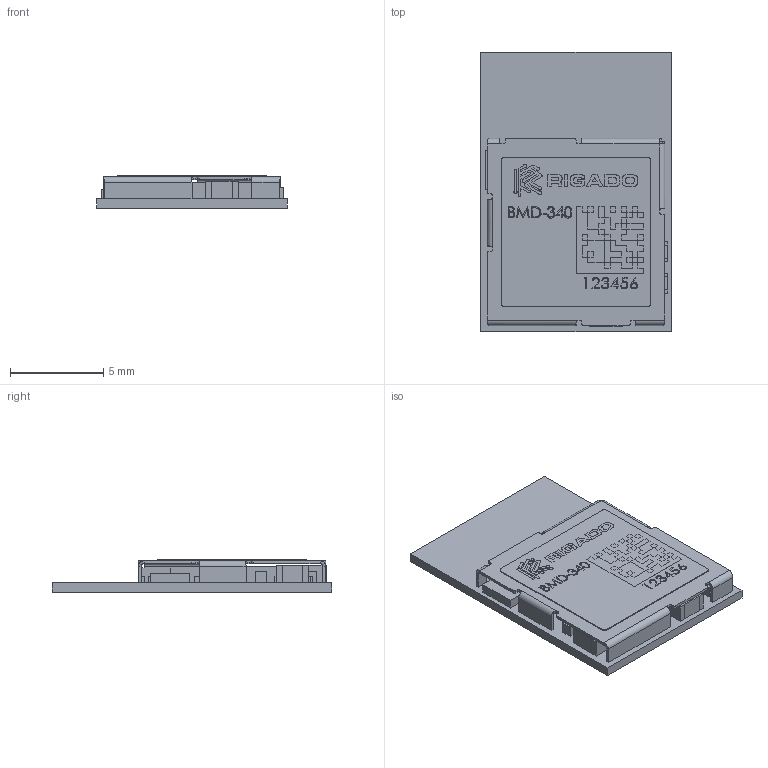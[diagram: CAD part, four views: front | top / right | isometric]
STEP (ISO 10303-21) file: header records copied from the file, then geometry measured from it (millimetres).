
FILE_DESCRIPTION (( 'STEP AP214' ), '1' );
FILE_NAME ('310-00090_v1_svn18804_again.STEP', '2017-04-06T06:23:18', ( '' ), ( '' ), 'SwSTEP 2.0', 'SolidWorks 2016', '' );
FILE_SCHEMA (( 'AUTOMOTIVE_DESIGN' ));
Length unit declared in the file: millimetre
Products named in the file (1): 310-00090_v1_svn18804_again
Bounding box: 10.2 x 15 x 1.73 mm (x, y, z)
Volume: 146.6 mm3; surface area: 900 mm2
Topology: 77 solids, 77 shells, 1277 faces, 3109 edges, 2096 vertices
Faces by surface type: plane 1186, bspline 61, cylinder 30
Entity records: 43152 total; most frequent: CARTESIAN_POINT 8866, ORIENTED_EDGE 6218, DIRECTION 5277, EDGE_CURVE 3109, LINE 2763, VECTOR 2763, VERTEX_POINT 2096, EDGE_LOOP 1387
